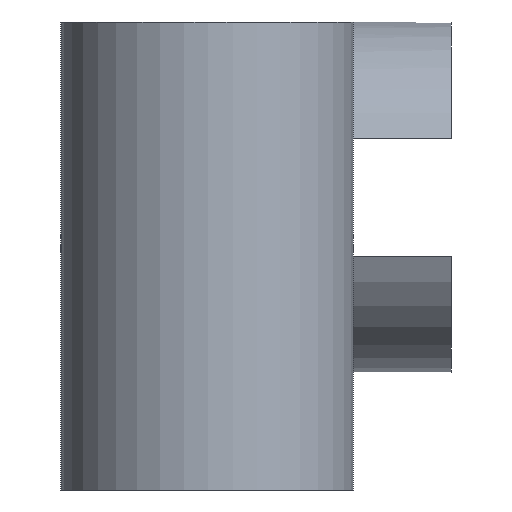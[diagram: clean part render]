
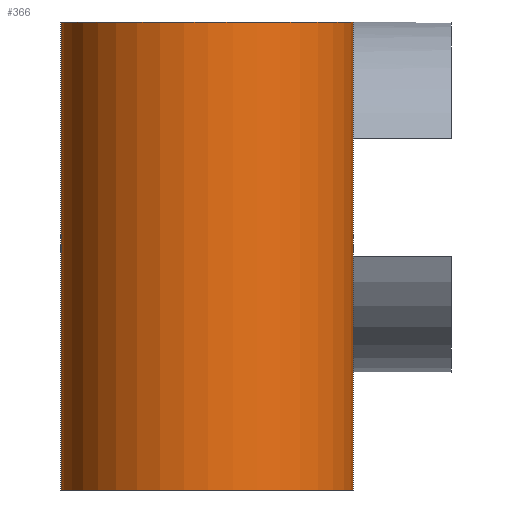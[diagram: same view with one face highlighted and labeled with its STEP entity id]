
A CAD part, front view. The second image highlights one B-rep face of the part: STEP entity #366.
In plain terms, the highlighted cylindrical face has radius 2.5 mm (diameter 5 mm), a partial arc.
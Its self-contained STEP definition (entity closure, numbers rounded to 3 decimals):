
#23=CYLINDRICAL_SURFACE('',#417,2.5);
#39=FACE_OUTER_BOUND('',#59,.T.);
#59=EDGE_LOOP('',(#261,#262,#263,#264));
#80=LINE('',#590,#112);
#84=LINE('',#602,#116);
#112=VECTOR('',#471,10.);
#116=VECTOR('',#481,10.);
#142=CIRCLE('',#411,2.5);
#145=CIRCLE('',#418,2.5);
#161=VERTEX_POINT('',#577);
#162=VERTEX_POINT('',#579);
#166=VERTEX_POINT('',#589);
#171=VERTEX_POINT('',#601);
#196=EDGE_CURVE('',#162,#161,#142,.T.);
#201=EDGE_CURVE('',#162,#166,#80,.T.);
#207=EDGE_CURVE('',#171,#161,#84,.T.);
#208=EDGE_CURVE('',#166,#171,#145,.T.);
#261=ORIENTED_EDGE('',*,*,#196,.T.);
#262=ORIENTED_EDGE('',*,*,#207,.F.);
#263=ORIENTED_EDGE('',*,*,#208,.F.);
#264=ORIENTED_EDGE('',*,*,#201,.F.);
#366=ADVANCED_FACE('',(#39),#23,.T.);
#411=AXIS2_PLACEMENT_3D('',#580,#461,#462);
#417=AXIS2_PLACEMENT_3D('',#600,#479,#480);
#418=AXIS2_PLACEMENT_3D('',#603,#482,#483);
#461=DIRECTION('center_axis',(0.,0.,1.));
#462=DIRECTION('ref_axis',(-1.,0.,0.));
#471=DIRECTION('',(0.,0.,1.));
#479=DIRECTION('center_axis',(0.,0.,1.));
#480=DIRECTION('ref_axis',(0.496,-0.868,0.));
#481=DIRECTION('',(0.,0.,-1.));
#482=DIRECTION('center_axis',(0.,0.,1.));
#483=DIRECTION('ref_axis',(-1.,0.,0.));
#577=CARTESIAN_POINT('',(-103.541,-3.025,3.));
#579=CARTESIAN_POINT('',(-105.951,-4.401,3.));
#580=CARTESIAN_POINT('Origin',(-103.715,-5.519,3.));
#589=CARTESIAN_POINT('',(-105.951,-4.401,11.));
#590=CARTESIAN_POINT('',(-105.951,-4.401,3.));
#600=CARTESIAN_POINT('Origin',(-103.715,-5.519,3.));
#601=CARTESIAN_POINT('',(-103.541,-3.025,11.));
#602=CARTESIAN_POINT('',(-103.541,-3.025,4.5));
#603=CARTESIAN_POINT('Origin',(-103.715,-5.519,11.));
